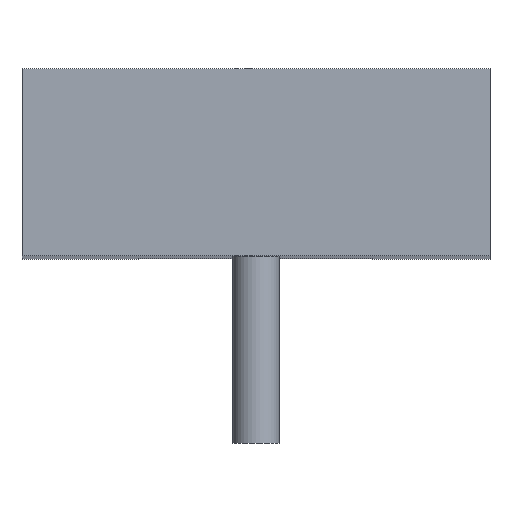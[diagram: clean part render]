
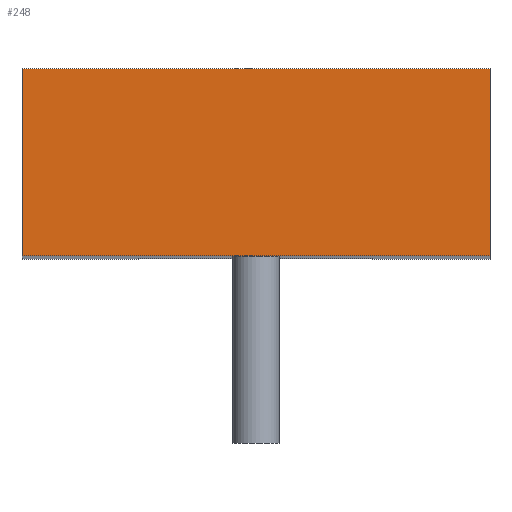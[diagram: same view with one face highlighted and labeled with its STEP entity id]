
A CAD part, top view. The second image highlights one B-rep face of the part: STEP entity #248.
In plain terms, the highlighted planar face has unit normal (0, 0, 1).
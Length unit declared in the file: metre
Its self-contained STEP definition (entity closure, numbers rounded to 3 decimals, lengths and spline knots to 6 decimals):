
#47=ORIENTED_EDGE('',*,*,#104,.T.);
#48=ORIENTED_EDGE('',*,*,#105,.F.);
#49=ORIENTED_EDGE('',*,*,#106,.F.);
#50=ORIENTED_EDGE('',*,*,#102,.T.);
#102=EDGE_CURVE('',#130,#129,#152,.T.);
#104=EDGE_CURVE('',#129,#131,#154,.T.);
#105=EDGE_CURVE('',#132,#131,#155,.T.);
#106=EDGE_CURVE('',#130,#132,#156,.T.);
#129=VERTEX_POINT('',#385);
#130=VERTEX_POINT('',#387);
#131=VERTEX_POINT('',#391);
#132=VERTEX_POINT('',#393);
#152=LINE('',#386,#176);
#154=LINE('',#390,#178);
#155=LINE('',#392,#179);
#156=LINE('',#394,#180);
#176=VECTOR('',#316,1.);
#178=VECTOR('',#320,1.);
#179=VECTOR('',#321,1.);
#180=VECTOR('',#322,1.);
#195=EDGE_LOOP('',(#47,#48,#49,#50));
#217=FACE_BOUND('',#195,.T.);
#237=PLANE('',#277);
#248=ADVANCED_FACE('',(#217),#237,.F.);
#277=AXIS2_PLACEMENT_3D('',#389,#318,#319);
#316=DIRECTION('',(0.,1.,0.));
#318=DIRECTION('',(0.,0.,-1.));
#319=DIRECTION('',(-1.,0.,0.));
#320=DIRECTION('',(-1.,0.,0.));
#321=DIRECTION('',(0.,1.,0.));
#322=DIRECTION('',(-1.,0.,0.));
#385=CARTESIAN_POINT('',(0.025,0.,0.2));
#386=CARTESIAN_POINT('',(0.025,-0.02,0.2));
#387=CARTESIAN_POINT('',(0.025,-0.02,0.2));
#389=CARTESIAN_POINT('',(-0.0125,-0.02,0.2));
#390=CARTESIAN_POINT('',(-0.0125,0.,0.2));
#391=CARTESIAN_POINT('',(-0.025,0.,0.2));
#392=CARTESIAN_POINT('',(-0.025,-0.02,0.2));
#393=CARTESIAN_POINT('',(-0.025,-0.02,0.2));
#394=CARTESIAN_POINT('',(-0.0125,-0.02,0.2));
